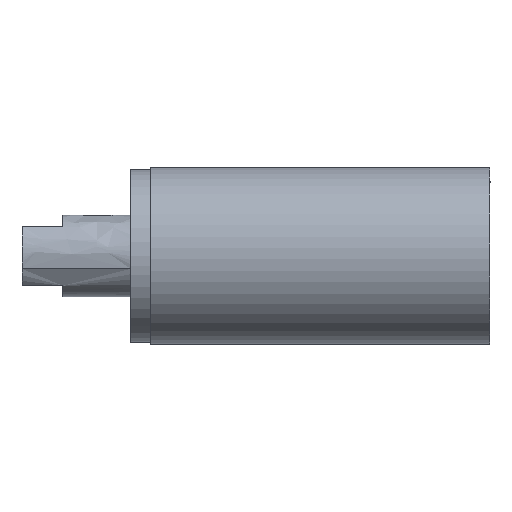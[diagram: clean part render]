
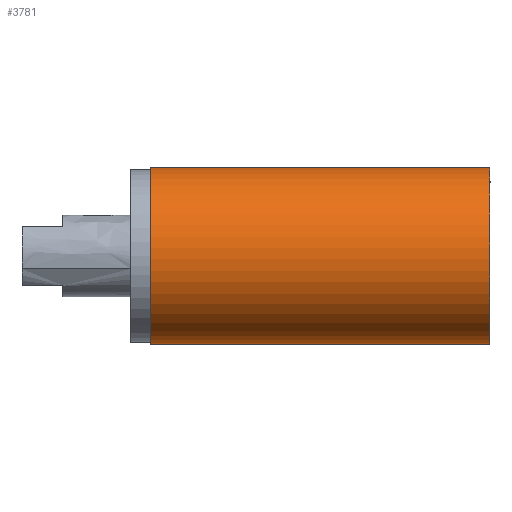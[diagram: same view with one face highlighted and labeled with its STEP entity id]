
A CAD part, top view. The second image highlights one B-rep face of the part: STEP entity #3781.
In plain terms, the highlighted free-form (B-spline) face has degree [1, 2] with [2, 9] control points.
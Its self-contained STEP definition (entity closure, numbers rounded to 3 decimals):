
#3578=CARTESIAN_POINT('',(31.5,-2.0,-6.185));
#3579=VERTEX_POINT('',#3578);
#3586=CARTESIAN_POINT('',(31.5,2.0,-6.185));
#3587=VERTEX_POINT('',#3586);
#3593=CARTESIAN_POINT('',(31.5,2.0,-6.185));
#3594=CARTESIAN_POINT('',(31.5,7.286,-4.475));
#3595=CARTESIAN_POINT('',(31.5,6.421,1.012));
#3596=CARTESIAN_POINT('',(31.5,5.555,6.5));
#3597=CARTESIAN_POINT('',(31.5,0.,6.5));
#3598=CARTESIAN_POINT('',(31.5,-5.555,6.5));
#3599=CARTESIAN_POINT('',(31.5,-6.421,1.012));
#3600=CARTESIAN_POINT('',(31.5,-7.286,-4.475));
#3601=CARTESIAN_POINT('',(31.5,-2.0,-6.185));
#3609=(BOUNDED_CURVE()B_SPLINE_CURVE(2,(#3593,#3594,#3595,#3596,#3597,#3598,#3599,#3600,#3601),.UNSPECIFIED.,.F.,.U.)B_SPLINE_CURVE_WITH_KNOTS((3,2,2,2,3),(0.0,0.25,0.5,0.75,1.0),.UNSPECIFIED.)CURVE()GEOMETRIC_REPRESENTATION_ITEM()RATIONAL_B_SPLINE_CURVE((1.0,0.76,1.0,0.76,1.0,0.76,1.0,0.76,1.0))REPRESENTATION_ITEM(''));
#3610=EDGE_CURVE('',#3587,#3579,#3609,.T.);
#3626=CARTESIAN_POINT('',(6.5,2.0,-6.185));
#3627=VERTEX_POINT('',#3626);
#3634=CARTESIAN_POINT('',(6.5,-2.0,-6.185));
#3635=VERTEX_POINT('',#3634);
#3641=CARTESIAN_POINT('',(6.5,2.0,-6.185));
#3642=CARTESIAN_POINT('',(6.5,7.286,-4.475));
#3643=CARTESIAN_POINT('',(6.5,6.421,1.012));
#3644=CARTESIAN_POINT('',(6.5,5.555,6.5));
#3645=CARTESIAN_POINT('',(6.5,0.,6.5));
#3646=CARTESIAN_POINT('',(6.5,-5.555,6.5));
#3647=CARTESIAN_POINT('',(6.5,-6.421,1.012));
#3648=CARTESIAN_POINT('',(6.5,-7.286,-4.475));
#3649=CARTESIAN_POINT('',(6.5,-2.0,-6.185));
#3657=(BOUNDED_CURVE()B_SPLINE_CURVE(2,(#3641,#3642,#3643,#3644,#3645,#3646,#3647,#3648,#3649),.UNSPECIFIED.,.F.,.U.)B_SPLINE_CURVE_WITH_KNOTS((3,2,2,2,3),(0.0,0.25,0.5,0.75,1.0),.UNSPECIFIED.)CURVE()GEOMETRIC_REPRESENTATION_ITEM()RATIONAL_B_SPLINE_CURVE((1.0,0.76,1.0,0.76,1.0,0.76,1.0,0.76,1.0))REPRESENTATION_ITEM(''));
#3658=EDGE_CURVE('',#3627,#3635,#3657,.T.);
#3681=CARTESIAN_POINT('',(6.5,2.0,-6.185));
#3682=CARTESIAN_POINT('',(31.5,2.0,-6.185));
#3683=QUASI_UNIFORM_CURVE('',1,(#3681,#3682),.UNSPECIFIED.,.F.,.U.);
#3684=EDGE_CURVE('',#3627,#3587,#3683,.T.);
#3729=CARTESIAN_POINT('',(6.5,-2.0,-6.185));
#3730=CARTESIAN_POINT('',(31.5,-2.0,-6.185));
#3731=QUASI_UNIFORM_CURVE('',1,(#3729,#3730),.UNSPECIFIED.,.F.,.U.);
#3732=EDGE_CURVE('',#3635,#3579,#3731,.T.);
#3749=CARTESIAN_POINT('',(5.875,-1.746,-6.261));
#3750=CARTESIAN_POINT('',(32.141,-1.746,-6.261));
#3751=CARTESIAN_POINT('',(5.875,-7.261,-4.723));
#3752=CARTESIAN_POINT('',(32.141,-7.261,-4.723));
#3753=CARTESIAN_POINT('',(5.875,-6.431,0.942));
#3754=CARTESIAN_POINT('',(32.141,-6.431,0.942));
#3755=CARTESIAN_POINT('',(5.875,-5.602,6.607));
#3756=CARTESIAN_POINT('',(32.141,-5.602,6.607));
#3757=CARTESIAN_POINT('',(5.875,0.122,6.499));
#3758=CARTESIAN_POINT('',(32.141,0.122,6.499));
#3759=CARTESIAN_POINT('',(5.875,5.847,6.391));
#3760=CARTESIAN_POINT('',(32.141,5.847,6.391));
#3761=CARTESIAN_POINT('',(5.875,6.462,0.699));
#3762=CARTESIAN_POINT('',(32.141,6.462,0.699));
#3763=CARTESIAN_POINT('',(5.875,7.078,-4.994));
#3764=CARTESIAN_POINT('',(32.141,7.078,-4.994));
#3765=CARTESIAN_POINT('',(5.875,1.509,-6.323));
#3766=CARTESIAN_POINT('',(32.141,1.509,-6.323));
#3774=(BOUNDED_SURFACE()B_SPLINE_SURFACE(1,2,((#3749,#3751,#3753,#3755,#3757,#3759,#3761,#3763,#3765),(#3750,#3752,#3754,#3756,#3758,#3760,#3762,#3764,#3766)),.UNSPECIFIED.,.F.,.F.,.U.)B_SPLINE_SURFACE_WITH_KNOTS((2,2),(3,2,2,2,3),(0.0,26.266),(0.0,9.818,19.636,29.454,39.272),.UNSPECIFIED.)GEOMETRIC_REPRESENTATION_ITEM()RATIONAL_B_SPLINE_SURFACE(((1.0,0.75,1.0,0.75,1.0,0.75,1.0,0.75,1.0),(1.0,0.75,1.0,0.75,1.0,0.75,1.0,0.75,1.0)))REPRESENTATION_ITEM('')SURFACE());
#3775=ORIENTED_EDGE('',*,*,#3610,.F.);
#3776=ORIENTED_EDGE('',*,*,#3684,.F.);
#3777=ORIENTED_EDGE('',*,*,#3658,.T.);
#3778=ORIENTED_EDGE('',*,*,#3732,.T.);
#3779=EDGE_LOOP('',(#3775,#3776,#3777,#3778));
#3780=FACE_OUTER_BOUND('',#3779,.T.);
#3781=ADVANCED_FACE('',(#3780),#3774,.T.);
